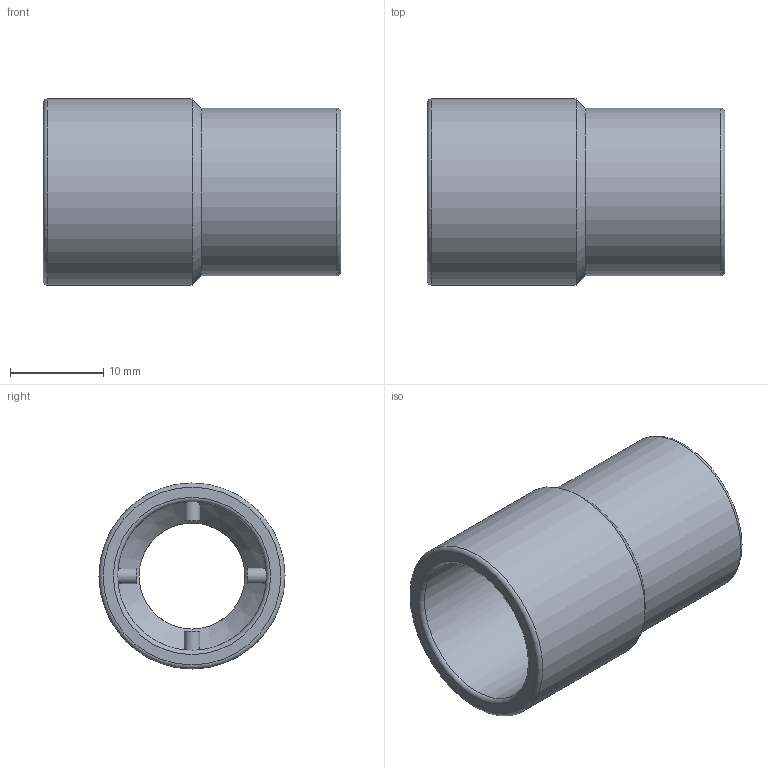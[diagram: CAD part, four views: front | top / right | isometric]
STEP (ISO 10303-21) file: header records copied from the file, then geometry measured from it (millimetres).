
FILE_DESCRIPTION( ( 'STEP AP214' ), ' ' );
FILE_NAME( '3.92.021.stp', '2015-07-31T14:00:09', ( '' ), ( '' ), ' ', 'PARTsolutions', ' ' );
FILE_SCHEMA( ( 'AUTOMOTIVE_DESIGN { 1 0 10303 214 1 1 1 1 }' ) );
Length unit declared in the file: millimetre
Products named in the file (1): _3.92.021
Bounding box: 32 x 20 x 20 mm (x, y, z)
Volume: 4203.8 mm3; surface area: 3626.1 mm2
Topology: 1 solids, 1 shells, 34 faces, 87 edges, 56 vertices
Faces by surface type: plane 15, cylinder 13, torus 4, cone 2
Full cylindrical faces by diameter (mm): 11.4 x1, 12 x1, 16 x1, 18 x1, 20 x1
Entity records: 1352 total; most frequent: CARTESIAN_POINT 339, ORIENTED_EDGE 146, DIRECTION 136, EDGE_CURVE 73, AXIS2_PLACEMENT_3D 60, VERTEX_POINT 53, EDGE_LOOP 48, FACE_OUTER_BOUND 43
